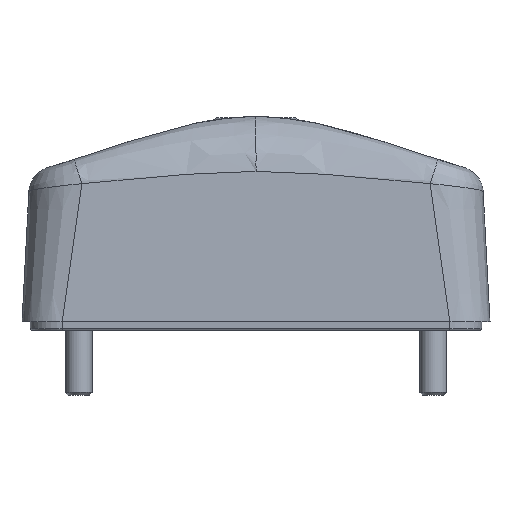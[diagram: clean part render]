
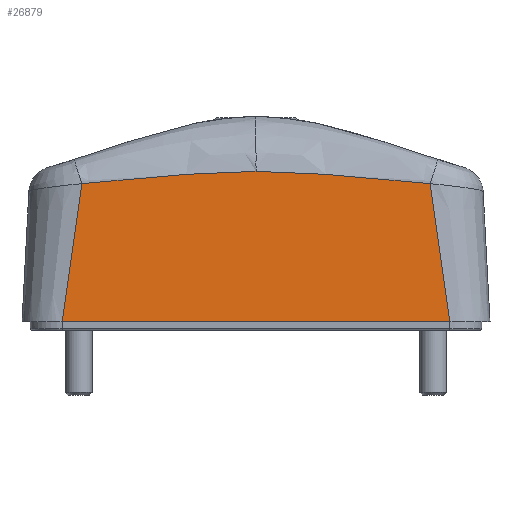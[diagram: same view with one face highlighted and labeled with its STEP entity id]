
A CAD part, left-side view. The second image highlights one B-rep face of the part: STEP entity #26879.
In plain terms, the highlighted planar face has unit normal (-0.999, 0, 0.052).
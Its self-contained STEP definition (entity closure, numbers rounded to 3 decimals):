
#12949=CARTESIAN_POINT('',(-54.,28.98,-20.));
#12950=VERTEX_POINT('',#12949);
#13017=CARTESIAN_POINT('',(-54.,-28.98,-20.));
#13018=VERTEX_POINT('',#13017);
#13031=CARTESIAN_POINT('',(-54.,-28.98,-20.));
#13032=DIRECTION('',(0.0,1.0,0.0));
#13033=VECTOR('',#13032,57.96);
#13034=LINE('',#13031,#13033);
#13035=EDGE_CURVE('',#13018,#12950,#13034,.T.);
#26402=CARTESIAN_POINT('',(-52.917,-26.037,0.662));
#26403=VERTEX_POINT('',#26402);
#26404=CARTESIAN_POINT('',(-52.917,-26.037,0.662));
#26405=DIRECTION('',(-0.052,-0.141,-0.989));
#26406=VECTOR('',#26405,20.898);
#26407=LINE('',#26404,#26406);
#26408=EDGE_CURVE('',#26403,#13018,#26407,.T.);
#26676=CARTESIAN_POINT('',(-52.821,0.,2.5));
#26677=VERTEX_POINT('',#26676);
#26678=CARTESIAN_POINT('',(-52.917,-26.037,0.662));
#26679=CARTESIAN_POINT('',(-52.917,-25.982,0.667));
#26680=CARTESIAN_POINT('',(-52.916,-25.813,0.683));
#26681=CARTESIAN_POINT('',(-52.914,-25.464,0.716));
#26682=CARTESIAN_POINT('',(-52.911,-24.786,0.781));
#26683=CARTESIAN_POINT('',(-52.904,-23.365,0.921));
#26684=CARTESIAN_POINT('',(-52.886,-20.075,1.247));
#26685=CARTESIAN_POINT('',(-52.858,-14.387,1.782));
#26686=CARTESIAN_POINT('',(-52.834,-8.173,2.241));
#26687=CARTESIAN_POINT('',(-52.823,-3.36,2.458));
#26688=CARTESIAN_POINT('',(-52.821,-1.085,2.5));
#26689=CARTESIAN_POINT('',(-52.821,0.,2.5));
#26690=B_SPLINE_CURVE_WITH_KNOTS('',3,(#26678,#26679,#26680,#26681,#26682,#26683,#26684,#26685,#26686,#26687,#26688,#26689),.UNSPECIFIED.,.F.,.U.,(4,1,1,1,1,1,1,1,1,4),(0.0,0.01,0.031,0.063,0.125,0.25,0.5,0.75,0.875,1.0),.UNSPECIFIED.);
#26691=EDGE_CURVE('',#26403,#26677,#26690,.T.);
#26834=CARTESIAN_POINT('',(-52.917,26.037,0.662));
#26835=VERTEX_POINT('',#26834);
#26843=CARTESIAN_POINT('',(-52.917,26.037,0.662));
#26844=CARTESIAN_POINT('',(-52.917,25.982,0.667));
#26845=CARTESIAN_POINT('',(-52.916,25.813,0.683));
#26846=CARTESIAN_POINT('',(-52.914,25.464,0.716));
#26847=CARTESIAN_POINT('',(-52.911,24.786,0.781));
#26848=CARTESIAN_POINT('',(-52.904,23.365,0.921));
#26849=CARTESIAN_POINT('',(-52.886,20.075,1.247));
#26850=CARTESIAN_POINT('',(-52.858,14.387,1.782));
#26851=CARTESIAN_POINT('',(-52.834,8.173,2.241));
#26852=CARTESIAN_POINT('',(-52.823,3.36,2.458));
#26853=CARTESIAN_POINT('',(-52.821,1.085,2.5));
#26854=CARTESIAN_POINT('',(-52.821,0.,2.5));
#26855=B_SPLINE_CURVE_WITH_KNOTS('',3,(#26843,#26844,#26845,#26846,#26847,#26848,#26849,#26850,#26851,#26852,#26853,#26854),.UNSPECIFIED.,.F.,.U.,(4,1,1,1,1,1,1,1,1,4),(0.0,0.01,0.031,0.063,0.125,0.25,0.5,0.75,0.875,1.0),.UNSPECIFIED.);
#26856=EDGE_CURVE('',#26835,#26677,#26855,.T.);
#26862=CARTESIAN_POINT('',(-54.059,31.878,-21.125));
#26863=DIRECTION('',(-0.999,0.0,0.052));
#26864=DIRECTION('',(0.052,0.0,0.999));
#26865=AXIS2_PLACEMENT_3D('',#26862,#26863,#26864);
#26866=PLANE('',#26865);
#26867=CARTESIAN_POINT('',(-52.917,26.037,0.662));
#26868=DIRECTION('',(-0.052,0.141,-0.989));
#26869=VECTOR('',#26868,20.898);
#26870=LINE('',#26867,#26869);
#26871=EDGE_CURVE('',#26835,#12950,#26870,.T.);
#26872=ORIENTED_EDGE('',*,*,#26871,.T.);
#26873=ORIENTED_EDGE('',*,*,#13035,.F.);
#26874=ORIENTED_EDGE('',*,*,#26408,.F.);
#26875=ORIENTED_EDGE('',*,*,#26691,.T.);
#26876=ORIENTED_EDGE('',*,*,#26856,.F.);
#26877=EDGE_LOOP('',(#26872,#26873,#26874,#26875,#26876));
#26878=FACE_OUTER_BOUND('',#26877,.T.);
#26879=ADVANCED_FACE('',(#26878),#26866,.T.);
